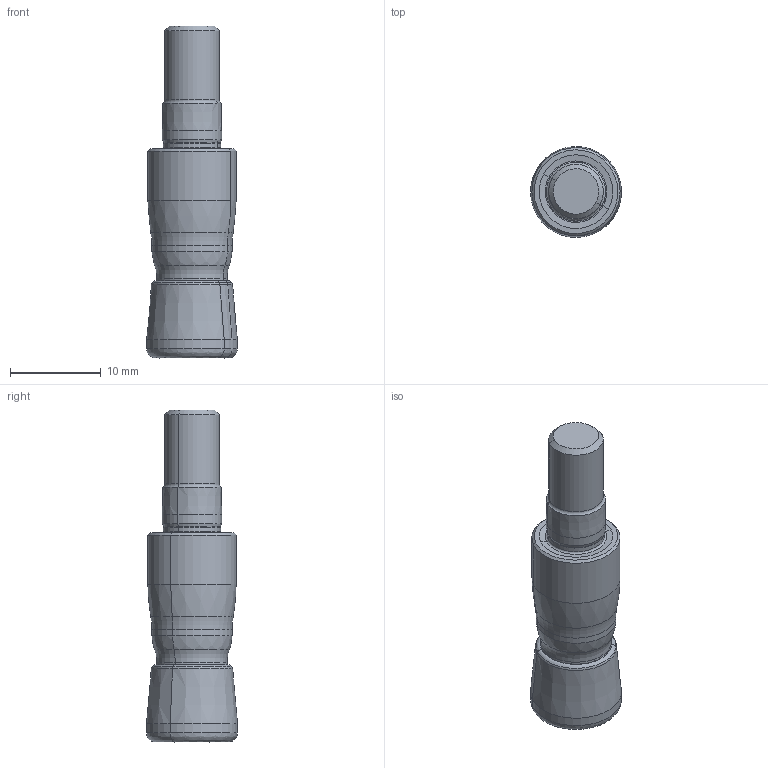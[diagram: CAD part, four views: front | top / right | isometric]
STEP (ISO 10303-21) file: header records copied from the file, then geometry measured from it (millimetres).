
FILE_DESCRIPTION(('CATIA V5 STEP Exchange'),'2;1');
FILE_NAME('Bm57979-FT_BS90 TE10.010 Z02 M06_Kollisionsmodell.stp','2019-08-28T11:23:27+00:00',('none'),('none'),'CATIA Version 5-6 Release 2016 SP5 HF39','CATIA V5 STEP AP203','none');
FILE_SCHEMA(('CONFIG_CONTROL_DESIGN'));
Length unit declared in the file: millimetre
Products named in the file (1): Part2
Bounding box: 9.99 x 9.99 x 36.5 mm (x, y, z)
Volume: 1963.3 mm3; surface area: 1131.3 mm2
Topology: 1 solids, 2 shells, 62 faces, 139 edges, 81 vertices
Faces by surface type: cone 16, revolution 16, cylinder 13, torus 12, plane 3, sphere 2
Entity records: 1752 total; most frequent: CARTESIAN_POINT 512, ORIENTED_EDGE 244, DIRECTION 184, EDGE_CURVE 130, AXIS2_PLACEMENT_3D 109, CIRCLE 83, VERTEX_POINT 73, EDGE_LOOP 64
